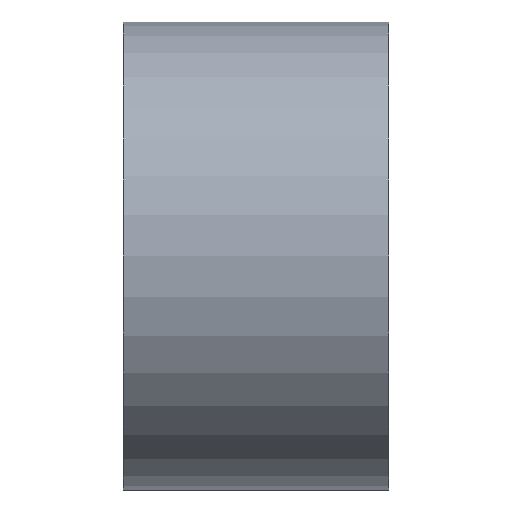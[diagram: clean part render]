
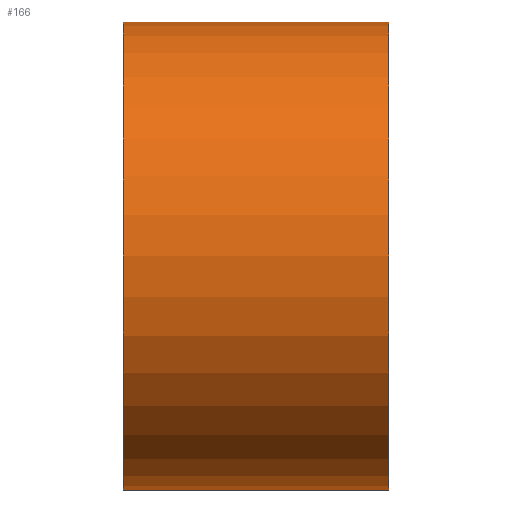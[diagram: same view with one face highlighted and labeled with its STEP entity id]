
A CAD part, left-side view. The second image highlights one B-rep face of the part: STEP entity #166.
In plain terms, the highlighted cylindrical face has radius 23.8 mm (diameter 47.6 mm), a partial arc.
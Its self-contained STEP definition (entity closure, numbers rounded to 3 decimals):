
#1 = DIRECTION ( 'NONE',  ( 0., -1., 0. ) ) ;
#12 = CARTESIAN_POINT ( 'NONE',  ( 0., 27., 23.8 ) ) ;
#16 = DIRECTION ( 'NONE',  ( 0., -1., 0. ) ) ;
#18 = DIRECTION ( 'NONE',  ( 0., 1., 0. ) ) ;
#19 = CARTESIAN_POINT ( 'NONE',  ( 0., 27., -23.8 ) ) ;
#29 = DIRECTION ( 'NONE',  ( 0., -1., 0. ) ) ;
#30 = CARTESIAN_POINT ( 'NONE',  ( 0., 0., -23.8 ) ) ;
#40 = CARTESIAN_POINT ( 'NONE',  ( 0., 0., 0. ) ) ;
#42 = DIRECTION ( 'NONE',  ( 0., 1., 0. ) ) ;
#46 = DIRECTION ( 'NONE',  ( 0., 0., -1. ) ) ;
#48 = CARTESIAN_POINT ( 'NONE',  ( 0., 27., 0. ) ) ;
#50 = CARTESIAN_POINT ( 'NONE',  ( 0., 27., 23.8 ) ) ;
#52 = CARTESIAN_POINT ( 'NONE',  ( 0., 27., -23.8 ) ) ;
#54 = CARTESIAN_POINT ( 'NONE',  ( 0., 27., 0. ) ) ;
#62 = DIRECTION ( 'NONE',  ( 0., 0., 1. ) ) ;
#73 = VERTEX_POINT ( 'NONE', #77 ) ;
#76 = VERTEX_POINT ( 'NONE', #52 ) ;
#77 = CARTESIAN_POINT ( 'NONE',  ( 0., 0., 23.8 ) ) ;
#84 = VERTEX_POINT ( 'NONE', #12 ) ;
#85 = DIRECTION ( 'NONE',  ( 0., 0., 1. ) ) ;
#88 = VERTEX_POINT ( 'NONE', #30 ) ;
#94 = EDGE_CURVE ( 'NONE', #76, #88, #241, .T. ) ;
#124 = EDGE_CURVE ( 'NONE', #76, #84, #239, .T. ) ;
#125 = AXIS2_PLACEMENT_3D ( 'NONE', #48, #29, #46 ) ;
#129 = AXIS2_PLACEMENT_3D ( 'NONE', #40, #18, #62 ) ;
#132 = AXIS2_PLACEMENT_3D ( 'NONE', #54, #42, #85 ) ;
#137 = EDGE_CURVE ( 'NONE', #84, #73, #186, .T. ) ;
#138 = EDGE_CURVE ( 'NONE', #88, #73, #190, .T. ) ;
#139 = ORIENTED_EDGE ( 'NONE', *, *, #137, .F. ) ;
#144 = ORIENTED_EDGE ( 'NONE', *, *, #124, .F. ) ;
#145 = ORIENTED_EDGE ( 'NONE', *, *, #94, .T. ) ;
#149 = EDGE_LOOP ( 'NONE', ( #139, #144, #145, #162 ) ) ;
#162 = ORIENTED_EDGE ( 'NONE', *, *, #138, .T. ) ;
#166 = ADVANCED_FACE ( 'NONE', ( #189 ), #192, .T. ) ;
#181 = VECTOR ( 'NONE', #16, 1000. ) ;
#186 = LINE ( 'NONE', #50, #187 ) ;
#187 = VECTOR ( 'NONE', #1, 1000. ) ;
#189 = FACE_OUTER_BOUND ( 'NONE', #149, .T. ) ;
#190 = CIRCLE ( 'NONE', #129, 23.8 ) ;
#192 = CYLINDRICAL_SURFACE ( 'NONE', #125, 23.8 ) ;
#239 = CIRCLE ( 'NONE', #132, 23.8 ) ;
#241 = LINE ( 'NONE', #19, #181 ) ;
